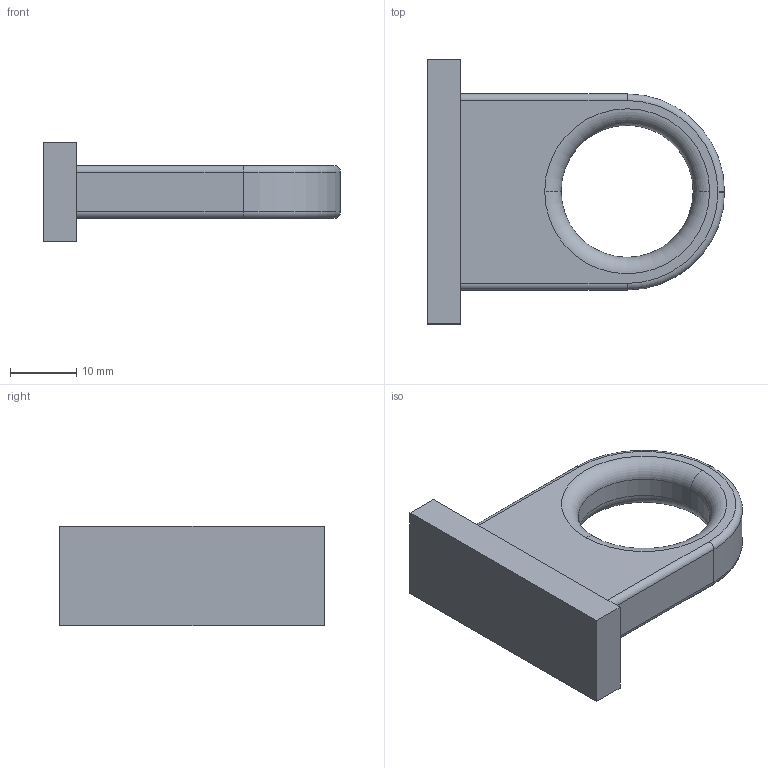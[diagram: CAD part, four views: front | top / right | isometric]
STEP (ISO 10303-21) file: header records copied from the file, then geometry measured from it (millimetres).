
FILE_DESCRIPTION (( 'STEP AP214' ), '1' );
FILE_NAME ('4682.STEP', '2020-04-09T14:47:16', ( '.' ), ( '.' ), 'SwSTEP 2.0', 'SolidWorks 2001039', '' );
FILE_SCHEMA (( 'AUTOMOTIVE_DESIGN' ));
Length unit declared in the file: millimetre
Products named in the file (1): 2
Bounding box: 45 x 40 x 15 mm (x, y, z)
Volume: 9024.4 mm3; surface area: 4140.1 mm2
Topology: 1 solids, 1 shells, 29 faces, 66 edges, 40 vertices
Faces by surface type: plane 11, cylinder 10, torus 8
Entity records: 905 total; most frequent: DIRECTION 158, CARTESIAN_POINT 136, ORIENTED_EDGE 132, EDGE_CURVE 66, AXIS2_PLACEMENT_3D 62, VERTEX_POINT 40, LINE 34, VECTOR 34
